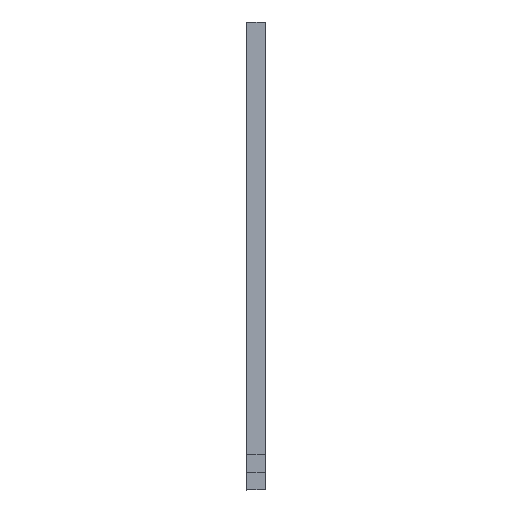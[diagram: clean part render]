
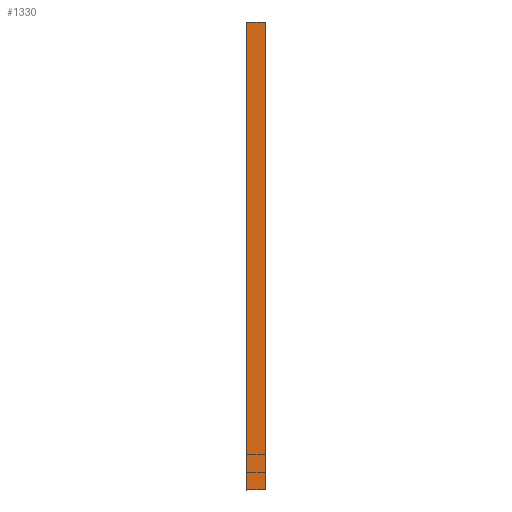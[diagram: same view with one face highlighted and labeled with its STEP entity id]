
A CAD part, left-side view. The second image highlights one B-rep face of the part: STEP entity #1330.
In plain terms, the highlighted planar face has unit normal (-1, 0, 0).
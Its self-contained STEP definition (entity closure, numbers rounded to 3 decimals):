
#30 = CARTESIAN_POINT ( 'NONE',  ( -537.071, 5.001, 65. ) ) ;
#62 = VECTOR ( 'NONE', #1033, 1000. ) ;
#88 = LINE ( 'NONE', #512, #844 ) ;
#235 = CARTESIAN_POINT ( 'NONE',  ( -537.071, 5.001, -65. ) ) ;
#252 = LINE ( 'NONE', #656, #696 ) ;
#306 = DIRECTION ( 'NONE',  ( 0., -1., 0. ) ) ;
#366 = DIRECTION ( 'NONE',  ( 0., 0., -1. ) ) ;
#441 = CARTESIAN_POINT ( 'NONE',  ( -537.071, 135.036, 0. ) ) ;
#512 = CARTESIAN_POINT ( 'NONE',  ( -537.071, 135.036, -65. ) ) ;
#656 = CARTESIAN_POINT ( 'NONE',  ( -537.071, 135.036, 65. ) ) ;
#666 = CARTESIAN_POINT ( 'NONE',  ( -537.071, 5.001, 0. ) ) ;
#685 = VERTEX_POINT ( 'NONE', #30 ) ;
#696 = VECTOR ( 'NONE', #306, 1000. ) ;
#835 = CARTESIAN_POINT ( 'NONE',  ( -537.071, 0., 0. ) ) ;
#844 = VECTOR ( 'NONE', #1439, 1000. ) ;
#900 = VERTEX_POINT ( 'NONE', #1381 ) ;
#905 = PLANE ( 'NONE',  #1650 ) ;
#963 = DIRECTION ( 'NONE',  ( 0., 0., 1. ) ) ;
#1033 = DIRECTION ( 'NONE',  ( 0., 0., 1. ) ) ;
#1061 = EDGE_CURVE ( 'NONE', #900, #1420, #1295, .T. ) ;
#1203 = EDGE_CURVE ( 'NONE', #1561, #685, #1386, .T. ) ;
#1213 = EDGE_LOOP ( 'NONE', ( #1453, #2116, #1707, #1737 ) ) ;
#1227 = EDGE_CURVE ( 'NONE', #1561, #900, #88, .T. ) ;
#1295 = LINE ( 'NONE', #835, #62 ) ;
#1330 = ADVANCED_FACE ( 'NONE', ( #2040 ), #905, .F. ) ;
#1381 = CARTESIAN_POINT ( 'NONE',  ( -537.071, 0., -65. ) ) ;
#1386 = LINE ( 'NONE', #666, #1501 ) ;
#1416 = EDGE_CURVE ( 'NONE', #685, #1420, #252, .T. ) ;
#1420 = VERTEX_POINT ( 'NONE', #1747 ) ;
#1439 = DIRECTION ( 'NONE',  ( 0., -1., 0. ) ) ;
#1453 = ORIENTED_EDGE ( 'NONE', *, *, #1203, .F. ) ;
#1501 = VECTOR ( 'NONE', #963, 1000. ) ;
#1561 = VERTEX_POINT ( 'NONE', #235 ) ;
#1650 = AXIS2_PLACEMENT_3D ( 'NONE', #441, #1935, #366 ) ;
#1707 = ORIENTED_EDGE ( 'NONE', *, *, #1061, .T. ) ;
#1737 = ORIENTED_EDGE ( 'NONE', *, *, #1416, .F. ) ;
#1747 = CARTESIAN_POINT ( 'NONE',  ( -537.071, 0., 65. ) ) ;
#1935 = DIRECTION ( 'NONE',  ( 1., 0., 0. ) ) ;
#2040 = FACE_OUTER_BOUND ( 'NONE', #1213, .T. ) ;
#2116 = ORIENTED_EDGE ( 'NONE', *, *, #1227, .T. ) ;
